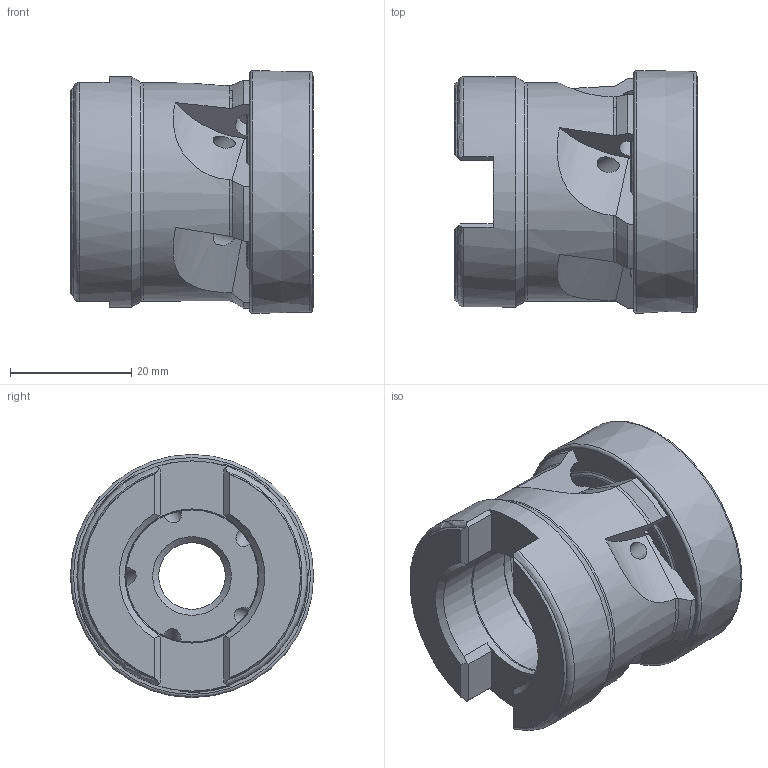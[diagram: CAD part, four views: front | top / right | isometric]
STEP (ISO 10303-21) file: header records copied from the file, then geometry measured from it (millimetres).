
FILE_DESCRIPTION (( 'STEP AP214' ), '1' );
FILE_NAME ('90PP-040-10-22-5.STEP', '2014-11-18T07:31:30', ( '' ), ( '' ), 'SwSTEP 2.0', 'SolidWorks 2014', '' );
FILE_SCHEMA (( 'AUTOMOTIVE_DESIGN' ));
Length unit declared in the file: millimetre
Products named in the file (1): 90PP-040-10-22-5
Bounding box: 39.98 x 40.13 x 40.13 mm (x, y, z)
Volume: 28660.8 mm3; surface area: 9998.1 mm2
Topology: 1 solids, 1 shells, 189 faces, 550 edges, 361 vertices
Faces by surface type: plane 90, cylinder 37, cone 36, torus 26
Full cylindrical faces by diameter (mm): 3 x5, 11 x1, 16.5 x1, 22 x1, 22.15 x1, 22.3 x1, 36 x1, 38 x1
Entity records: 7052 total; most frequent: CARTESIAN_POINT 2121, ORIENTED_EDGE 1010, DIRECTION 823, EDGE_CURVE 505, VERTEX_POINT 347, AXIS2_PLACEMENT_3D 337, EDGE_LOOP 230, FACE_OUTER_BOUND 208
